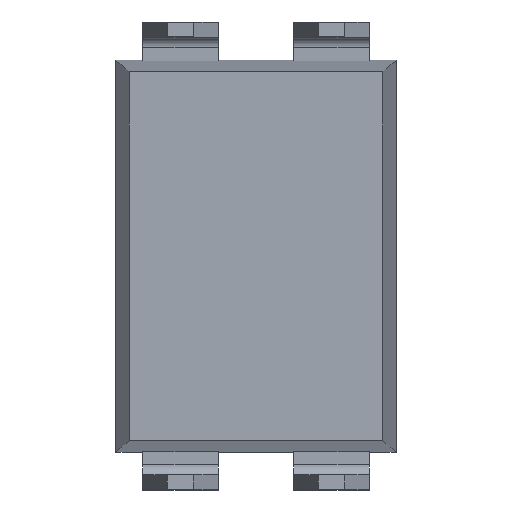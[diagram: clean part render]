
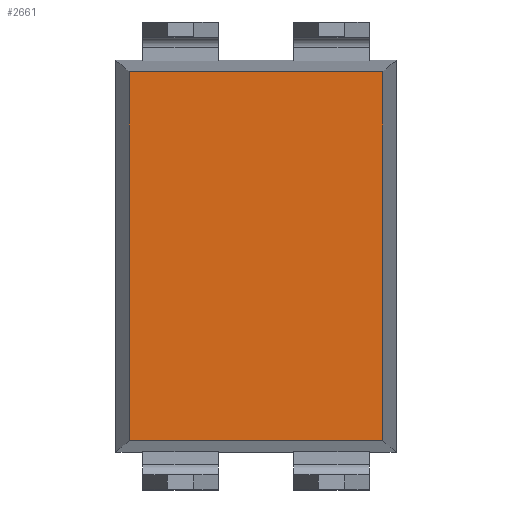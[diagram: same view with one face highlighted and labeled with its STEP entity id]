
A CAD part, top view. The second image highlights one B-rep face of the part: STEP entity #2661.
In plain terms, the highlighted planar face has unit normal (0, 0, 1).
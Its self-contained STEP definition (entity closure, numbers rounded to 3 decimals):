
#30 = DIRECTION ( 'NONE',  ( -1., 0., 0. ) ) ;
#98 = CARTESIAN_POINT ( 'NONE',  ( 2.36, 3.1, -0.9 ) ) ;
#124 = EDGE_CURVE ( 'NONE', #764, #341, #1077, .T. ) ;
#154 = LINE ( 'NONE', #821, #1342 ) ;
#341 = VERTEX_POINT ( 'NONE', #2117 ) ;
#488 = VECTOR ( 'NONE', #30, 1000. ) ;
#594 = CARTESIAN_POINT ( 'NONE',  ( 2.133, 3.1, -0.9 ) ) ;
#683 = VECTOR ( 'NONE', #1388, 1000. ) ;
#716 = EDGE_CURVE ( 'NONE', #341, #2612, #154, .T. ) ;
#764 = VERTEX_POINT ( 'NONE', #594 ) ;
#794 = DIRECTION ( 'NONE',  ( 0., 0., -1. ) ) ;
#802 = VERTEX_POINT ( 'NONE', #1931 ) ;
#821 = CARTESIAN_POINT ( 'NONE',  ( -2.133, 3.1, -0.9 ) ) ;
#932 = DIRECTION ( 'NONE',  ( -1., 0., 0. ) ) ;
#1077 = LINE ( 'NONE', #1149, #488 ) ;
#1149 = CARTESIAN_POINT ( 'NONE',  ( 2.36, 3.1, -0.9 ) ) ;
#1235 = ORIENTED_EDGE ( 'NONE', *, *, #716, .T. ) ;
#1270 = LINE ( 'NONE', #2052, #683 ) ;
#1342 = VECTOR ( 'NONE', #2346, 1000. ) ;
#1370 = ORIENTED_EDGE ( 'NONE', *, *, #124, .T. ) ;
#1388 = DIRECTION ( 'NONE',  ( 0., -1., 0. ) ) ;
#1411 = CARTESIAN_POINT ( 'NONE',  ( -2.133, -3.1, -0.9 ) ) ;
#1432 = PLANE ( 'NONE',  #2404 ) ;
#1931 = CARTESIAN_POINT ( 'NONE',  ( 2.133, -3.1, -0.9 ) ) ;
#1939 = VECTOR ( 'NONE', #932, 1000. ) ;
#2012 = FACE_OUTER_BOUND ( 'NONE', #2196, .T. ) ;
#2052 = CARTESIAN_POINT ( 'NONE',  ( 2.133, 3.1, -0.9 ) ) ;
#2056 = EDGE_CURVE ( 'NONE', #802, #2612, #2517, .T. ) ;
#2110 = EDGE_CURVE ( 'NONE', #764, #802, #1270, .T. ) ;
#2117 = CARTESIAN_POINT ( 'NONE',  ( -2.133, 3.1, -0.9 ) ) ;
#2166 = ORIENTED_EDGE ( 'NONE', *, *, #2056, .F. ) ;
#2196 = EDGE_LOOP ( 'NONE', ( #2774, #1370, #1235, #2166 ) ) ;
#2258 = CARTESIAN_POINT ( 'NONE',  ( 2.36, -3.1, -0.9 ) ) ;
#2330 = DIRECTION ( 'NONE',  ( -1., 0., 0. ) ) ;
#2346 = DIRECTION ( 'NONE',  ( 0., -1., 0. ) ) ;
#2404 = AXIS2_PLACEMENT_3D ( 'NONE', #98, #794, #2330 ) ;
#2517 = LINE ( 'NONE', #2258, #1939 ) ;
#2612 = VERTEX_POINT ( 'NONE', #1411 ) ;
#2661 = ADVANCED_FACE ( 'NONE', ( #2012 ), #1432, .F. ) ;
#2774 = ORIENTED_EDGE ( 'NONE', *, *, #2110, .F. ) ;
